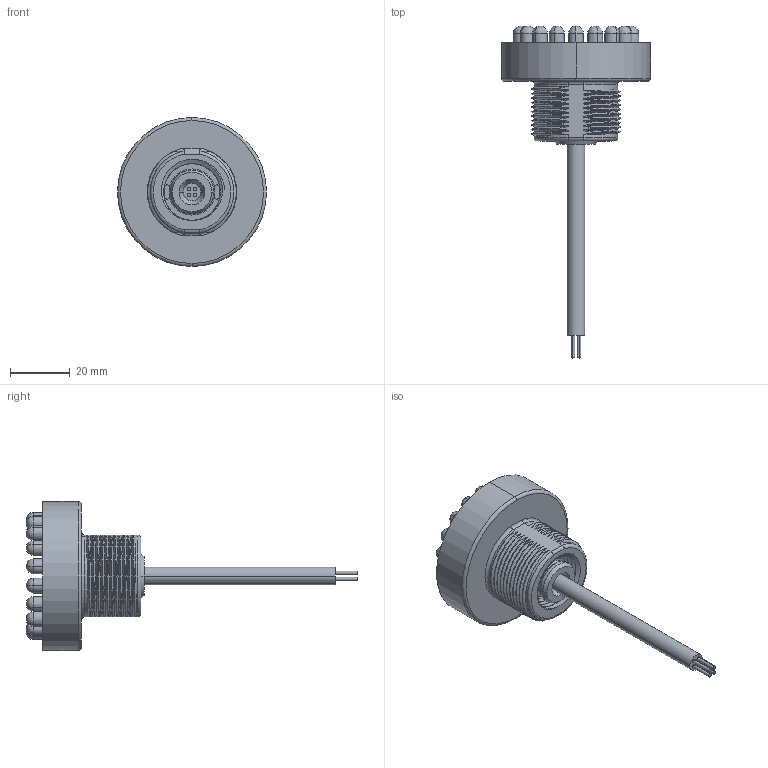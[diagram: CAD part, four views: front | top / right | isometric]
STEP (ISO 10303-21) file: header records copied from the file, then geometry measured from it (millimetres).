
FILE_DESCRIPTION((''),'2;1');
FILE_NAME('144873_SW','2009-03-26T',('banengservice'),('BANNER ENGINEERING'),'PRO/ENGINEER BY PARAMETRIC TECHNOLOGY CORPORATION, 2006170','PRO/ENGINEER BY PARAMETRIC TECHNOLOGY CORPORATION, 2006170','');
FILE_SCHEMA(('CONFIG_CONTROL_DESIGN'));
Length unit declared in the file: inch
Products named in the file (1): 144873_SW
Bounding box: 50 x 111.37 x 50 mm (x, y, z)
Volume: 21412.5 mm3; surface area: 20603.6 mm2
Topology: 2 solids, 2 shells, 601 faces, 1491 edges, 931 vertices
Faces by surface type: cylinder 262, plane 158, bspline 95, sphere 48, torus 26, cone 12
Entity records: 27661 total; most frequent: CARTESIAN_POINT 13826, ORIENTED_EDGE 2910, DIRECTION 2807, EDGE_CURVE 1455, AXIS2_PLACEMENT_3D 1110, VERTEX_POINT 931, EDGE_LOOP 678, CIRCLE 604
